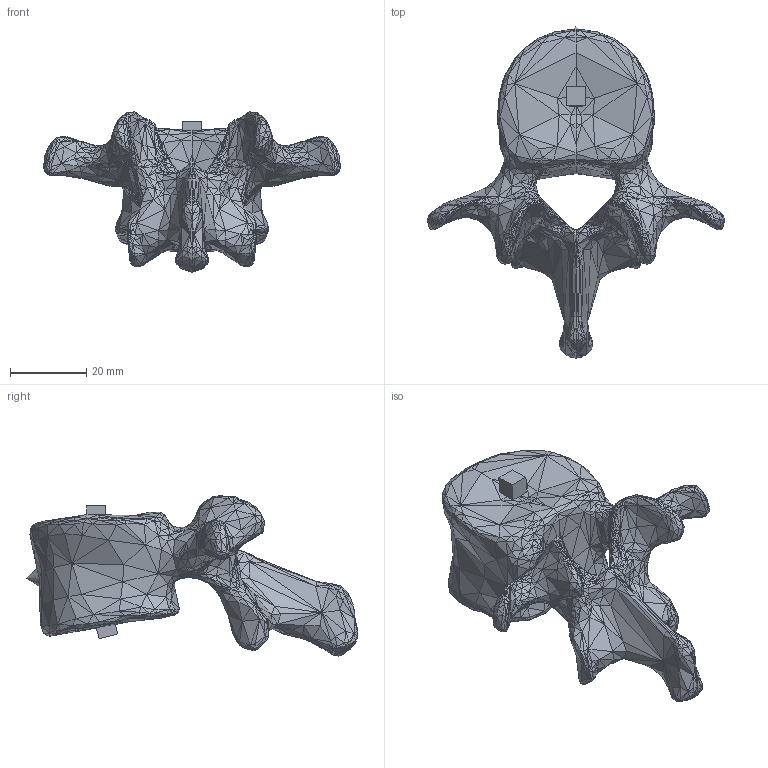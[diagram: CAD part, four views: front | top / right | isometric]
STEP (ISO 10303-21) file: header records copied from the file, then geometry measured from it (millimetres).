
FILE_DESCRIPTION(/* description */ (''),/* implementation_level */ '2;1');
FILE_NAME(/* name */ 'L3.step',/* time_stamp */ '2024-04-27T09:54:14-04:00',/* author */ (''),/* organization */ (''),/* preprocessor_version */ 'ST-DEVELOPER v20',/* originating_system */ 'Autodesk Translation Framework v12.20.1.177',/* authorisation */ '');
FILE_SCHEMA (('AUTOMOTIVE_DESIGN { 1 0 10303 214 3 1 1 }'));
Products named in the file (1): L3
Bounding box: 77.68 x 86.82 x 41.91 mm (x, y, z)
Volume: 45911.3 mm3; surface area: 11708.5 mm2
Topology: 1 solids, 1 shells, 3229 faces, 4930 edges, 1700 vertices
Faces by surface type: plane 3228, cone 1
Entity records: 63788 total; most frequent: DIRECTION 11401, CARTESIAN_POINT 9859, ORIENTED_EDGE 9858, EDGE_CURVE 4929, LINE 4917, VECTOR 4917, AXIS2_PLACEMENT_3D 3242, FACE_OUTER_BOUND 3229
